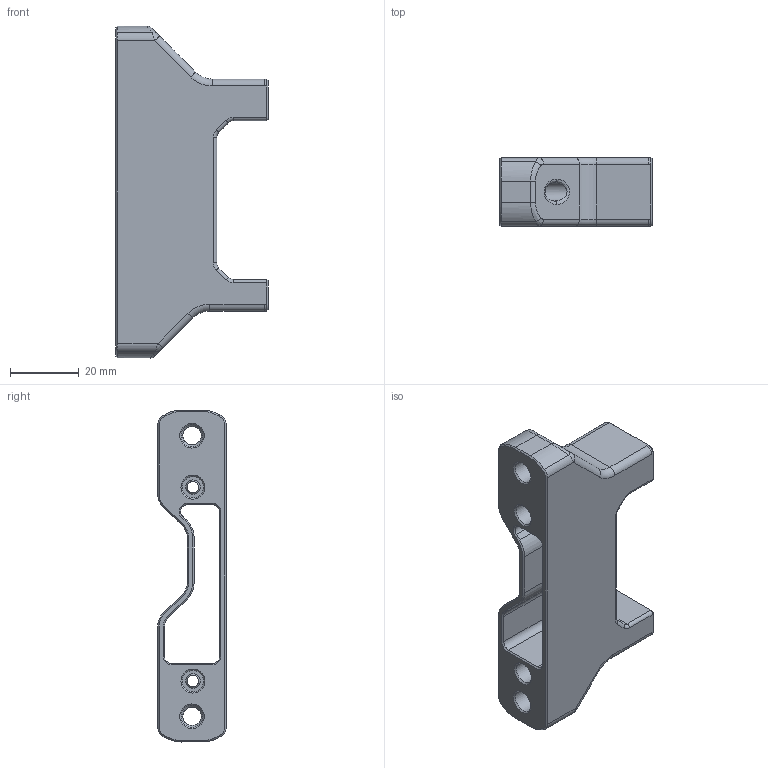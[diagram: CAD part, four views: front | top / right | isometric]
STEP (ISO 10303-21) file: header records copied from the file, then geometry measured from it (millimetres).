
FILE_DESCRIPTION(/* description */ (''),/* implementation_level */ '2;1');
FILE_NAME(/* name */ '247zeroBETA2 M4 holder.step',/* time_stamp */ '2024-05-16T21:02:12-04:00',/* author */ (''),/* organization */ (''),/* preprocessor_version */ 'ST-DEVELOPER v20',/* originating_system */ 'Autodesk Translation Framework v13.14.0.145',/* authorisation */ '');
FILE_SCHEMA (('AUTOMOTIVE_DESIGN { 1 0 10303 214 3 1 1 }'));
Length unit declared in the file: millimetre
Products named in the file (1): 247zeroBETA2 M4 holder
Bounding box: 44.42 x 20 x 96.83 mm (x, y, z)
Volume: 31220.3 mm3; surface area: 15471.9 mm2
Topology: 1 solids, 1 shells, 188 faces, 456 edges, 265 vertices
Faces by surface type: cylinder 58, plane 49, bspline 35, cone 33, torus 13
Full cylindrical faces by diameter (mm): 3.4 x2, 5.4 x2, 6.2 x2, 6.4 x2
Entity records: 8523 total; most frequent: CARTESIAN_POINT 4184, ORIENTED_EDGE 904, DIRECTION 893, EDGE_CURVE 452, AXIS2_PLACEMENT_3D 334, VERTEX_POINT 265, LINE 225, VECTOR 225
